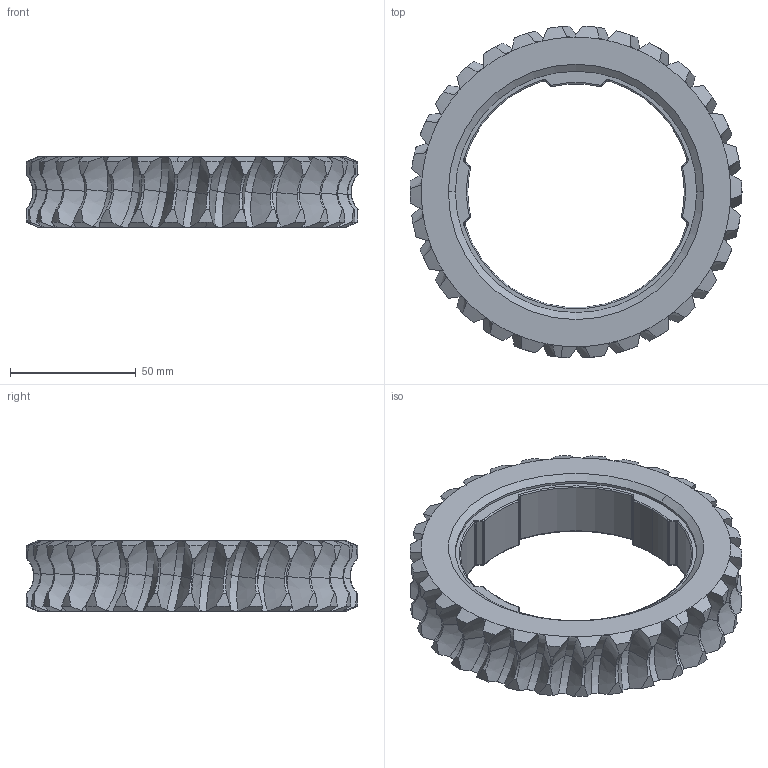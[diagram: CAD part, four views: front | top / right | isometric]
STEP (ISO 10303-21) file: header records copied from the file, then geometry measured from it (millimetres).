
FILE_DESCRIPTION (( 'STEP AP203' ), '1' );
FILE_NAME ('Solidworks_Worm_Gear_Ring_Indentation.STEP', '2025-09-15T22:03:38', ( '' ), ( '' ), 'SwSTEP 2.0', 'SolidWorks 2023', '' );
FILE_SCHEMA (( 'CONFIG_CONTROL_DESIGN' ));
Length unit declared in the file: millimetre
Products named in the file (1): Solidworks_Worm_Gear_Ring_Indentation
Bounding box: 132 x 131.91 x 28 mm (x, y, z)
Volume: 135786.1 mm3; surface area: 39418.5 mm2
Topology: 1 solids, 1 shells, 490 faces, 1336 edges, 850 vertices
Faces by surface type: cone 188, cylinder 180, torus 100, bspline 12, plane 10
Entity records: 19591 total; most frequent: CARTESIAN_POINT 8029, ORIENTED_EDGE 2672, DIRECTION 2242, EDGE_CURVE 1336, AXIS2_PLACEMENT_3D 1033, VERTEX_POINT 850, CIRCLE 554, EDGE_LOOP 494
